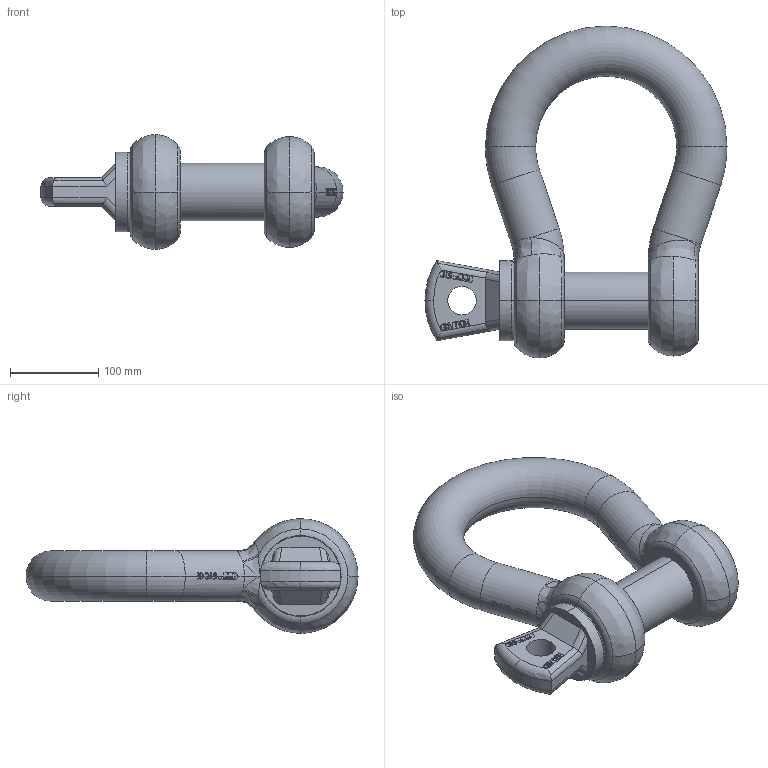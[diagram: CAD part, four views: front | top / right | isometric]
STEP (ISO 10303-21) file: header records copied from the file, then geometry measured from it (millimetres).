
FILE_DESCRIPTION(('STEP AP214'),'1');
FILE_NAME('gpghbb57.stp','2017-03-31T06:02:08',('TraceParts'),('TraceParts S.A.'),'Spatial InterOp 3D',' ',' ');
FILE_SCHEMA(('automotive_design'));
Length unit declared in the file: millimetre
Products named in the file (2): gpghbb57_1; gpghbb57_2
Bounding box: 342.5 x 376.5 x 130 mm (x, y, z)
Volume: 3336232.5 mm3; surface area: 279116.3 mm2
Topology: 2 solids, 2 shells, 775 faces, 2409 edges, 1657 vertices
Faces by surface type: plane 313, bspline 275, cylinder 154, torus 32, cone 1
Entity records: 38827 total; most frequent: CARTESIAN_POINT 14837, ORIENTED_EDGE 4802, EDGE_CURVE 2401, DIRECTION 1968, VERTEX_POINT 1657, B_SPLINE_CURVE_WITH_KNOTS 1497, EDGE_LOOP 808, LINE 798
